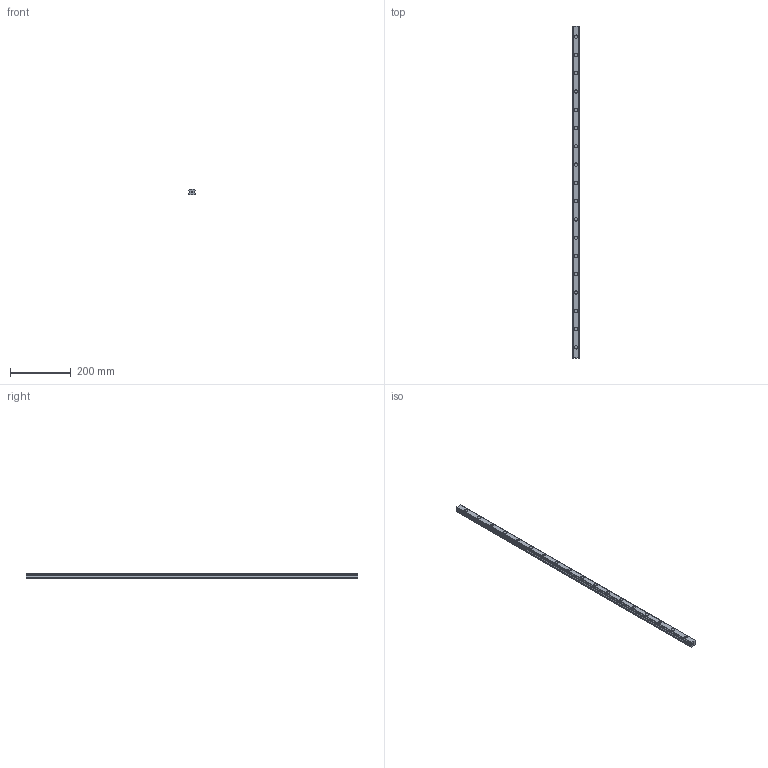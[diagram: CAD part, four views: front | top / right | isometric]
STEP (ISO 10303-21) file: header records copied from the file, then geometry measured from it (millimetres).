
FILE_DESCRIPTION(('STEP AP214'),'1');
FILE_NAME('cctmp_01E4B255-5003-45AC-80CB-A04D40EEC141_2021_02_10_08_38_40_0194..stp','2021-02-10T07:38:40',('HIWIN GmbH'),('CADClick - www.CADClick.com'),'Spatial InterOp 3D',' ','unknown authorization');
FILE_SCHEMA(('AUTOMOTIVE_DESIGN'));
Length unit declared in the file: millimetre
Products named in the file (1): EGR25R1090C_FILE
Bounding box: 23 x 1090 x 18 mm (x, y, z)
Volume: 375077.1 mm3; surface area: 101647.6 mm2
Topology: 1 solids, 1 shells, 321 faces, 837 edges, 558 vertices
Faces by surface type: plane 193, cylinder 128
Entity records: 12623 total; most frequent: DIRECTION 1881, CARTESIAN_POINT 1717, ORIENTED_EDGE 1674, EDGE_CURVE 837, AXIS2_PLACEMENT_3D 722, VERTEX_POINT 558, LINE 437, VECTOR 437
